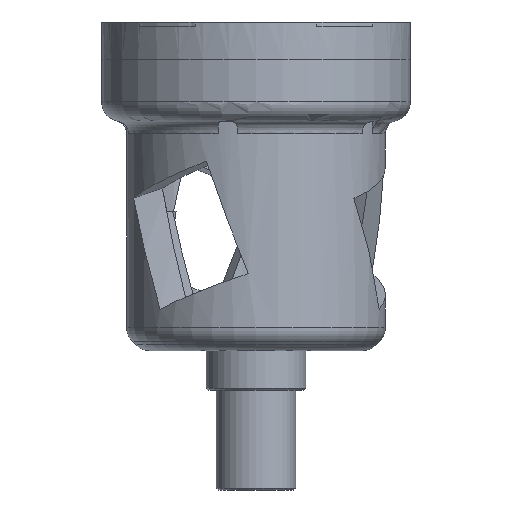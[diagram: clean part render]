
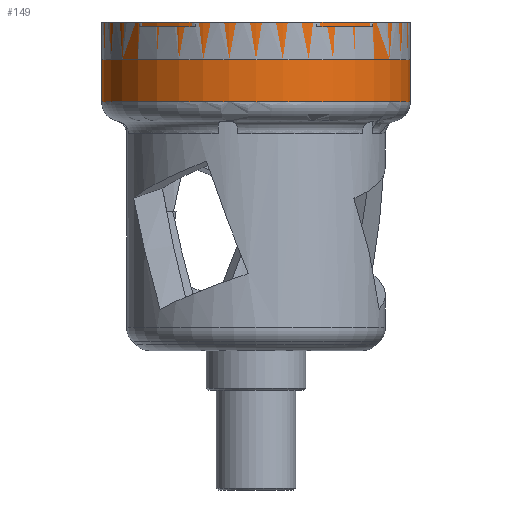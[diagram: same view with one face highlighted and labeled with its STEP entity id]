
A CAD part, front view. The second image highlights one B-rep face of the part: STEP entity #149.
In plain terms, the highlighted cylindrical face has radius 15.5 mm (diameter 31 mm), a partial arc.
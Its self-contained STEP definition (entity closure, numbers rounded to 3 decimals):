
#28 = CIRCLE ( 'NONE', #4173, 15.5 ) ;
#149 = ADVANCED_FACE ( 'NONE', ( #1334 ), #4895, .T. ) ;
#349 = DIRECTION ( 'NONE',  ( 1., 0., 0. ) ) ;
#457 = CARTESIAN_POINT ( 'NONE',  ( -15.5, 0., 31. ) ) ;
#526 = CARTESIAN_POINT ( 'NONE',  ( 0., 0., 23. ) ) ;
#758 = CARTESIAN_POINT ( 'NONE',  ( 15.5, 0., 31. ) ) ;
#782 = ORIENTED_EDGE ( 'NONE', *, *, #5776, .T. ) ;
#953 = DIRECTION ( 'NONE',  ( 0., 0., 1. ) ) ;
#1249 = CARTESIAN_POINT ( 'NONE',  ( 15.5, 0., 23. ) ) ;
#1334 = FACE_OUTER_BOUND ( 'NONE', #5592, .T. ) ;
#1567 = CARTESIAN_POINT ( 'NONE',  ( 15.5, 0., 31. ) ) ;
#1585 = ORIENTED_EDGE ( 'NONE', *, *, #7098, .F. ) ;
#1631 = CARTESIAN_POINT ( 'NONE',  ( -15.5, 0., 23. ) ) ;
#1725 = DIRECTION ( 'NONE',  ( 0., 0., 1. ) ) ;
#1840 = LINE ( 'NONE', #6358, #7711 ) ;
#1860 = CIRCLE ( 'NONE', #2852, 15.5 ) ;
#1913 = VERTEX_POINT ( 'NONE', #1249 ) ;
#2021 = VERTEX_POINT ( 'NONE', #758 ) ;
#2161 = CARTESIAN_POINT ( 'NONE',  ( 0., 0., 31. ) ) ;
#2162 = DIRECTION ( 'NONE',  ( 0., 0., -1. ) ) ;
#2668 = DIRECTION ( 'NONE',  ( 0., 0., -1. ) ) ;
#2852 = AXIS2_PLACEMENT_3D ( 'NONE', #526, #1725, #4157 ) ;
#3367 = DIRECTION ( 'NONE',  ( 0., 0., -1. ) ) ;
#3457 = EDGE_CURVE ( 'NONE', #4508, #1913, #1860, .T. ) ;
#3611 = VECTOR ( 'NONE', #3367, 1000. ) ;
#3862 = ORIENTED_EDGE ( 'NONE', *, *, #5296, .F. ) ;
#4157 = DIRECTION ( 'NONE',  ( 1., 0., 0. ) ) ;
#4173 = AXIS2_PLACEMENT_3D ( 'NONE', #7011, #953, #349 ) ;
#4508 = VERTEX_POINT ( 'NONE', #1631 ) ;
#4895 = CYLINDRICAL_SURFACE ( 'NONE', #5115, 15.5 ) ;
#5115 = AXIS2_PLACEMENT_3D ( 'NONE', #2161, #2668, #6357 ) ;
#5178 = ORIENTED_EDGE ( 'NONE', *, *, #3457, .T. ) ;
#5296 = EDGE_CURVE ( 'NONE', #2021, #1913, #6874, .T. ) ;
#5592 = EDGE_LOOP ( 'NONE', ( #3862, #1585, #782, #5178 ) ) ;
#5776 = EDGE_CURVE ( 'NONE', #5858, #4508, #1840, .T. ) ;
#5858 = VERTEX_POINT ( 'NONE', #457 ) ;
#6357 = DIRECTION ( 'NONE',  ( -1., 0., 0. ) ) ;
#6358 = CARTESIAN_POINT ( 'NONE',  ( -15.5, 0., 31. ) ) ;
#6874 = LINE ( 'NONE', #1567, #3611 ) ;
#7011 = CARTESIAN_POINT ( 'NONE',  ( 0., 0., 31. ) ) ;
#7098 = EDGE_CURVE ( 'NONE', #5858, #2021, #28, .T. ) ;
#7711 = VECTOR ( 'NONE', #2162, 1000. ) ;
